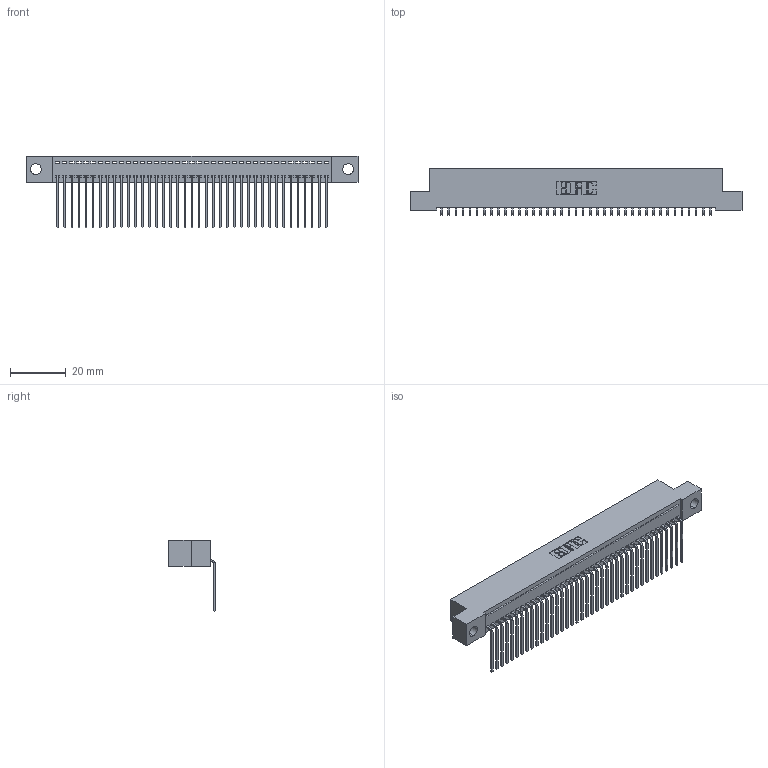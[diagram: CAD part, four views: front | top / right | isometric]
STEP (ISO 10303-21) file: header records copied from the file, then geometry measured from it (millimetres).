
FILE_DESCRIPTION (( 'STEP AP203' ), '1' );
FILE_NAME ('342-039-559-104.STEP', '2018-08-11T23:40:59', ( '' ), ( '' ), 'SwSTEP 2.0', 'SolidWorks 2016', '' );
FILE_SCHEMA (( 'CONFIG_CONTROL_DESIGN' ));
Length unit declared in the file: inch
Products named in the file (3): 342 Part_.156 TH; 345-292-001_558 559 Tail - 1; 342-039-559-104
Assembly tree (40 placements, depth 2):
  342-039-559-104
    342 Part_.156 TH
    345-292-001_558 559 Tail - 1  x39
Bounding box: 119.38 x 16.83 x 25.78 mm (x, y, z)
Volume: 10499.1 mm3; surface area: 15918.2 mm2
Topology: 40 solids, 40 shells, 2450 faces, 7397 edges, 4878 vertices
Faces by surface type: plane 1782, cylinder 668
Entity records: 24185 total; most frequent: CARTESIAN_POINT 4179, ORIENTED_EDGE 4154, DIRECTION 3531, EDGE_CURVE 2077, LINE 1949, VECTOR 1949, VERTEX_POINT 1382, AXIS2_PLACEMENT_3D 791
